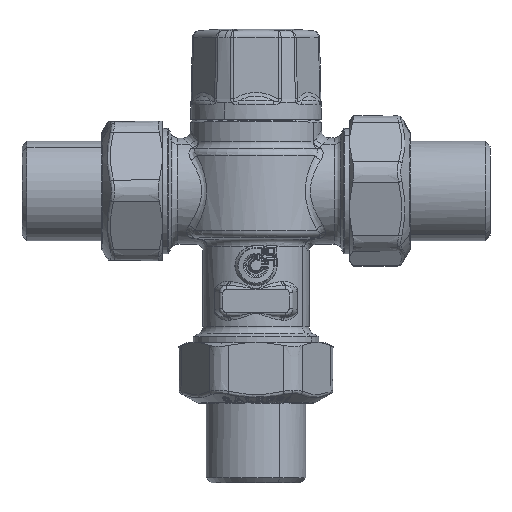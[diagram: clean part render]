
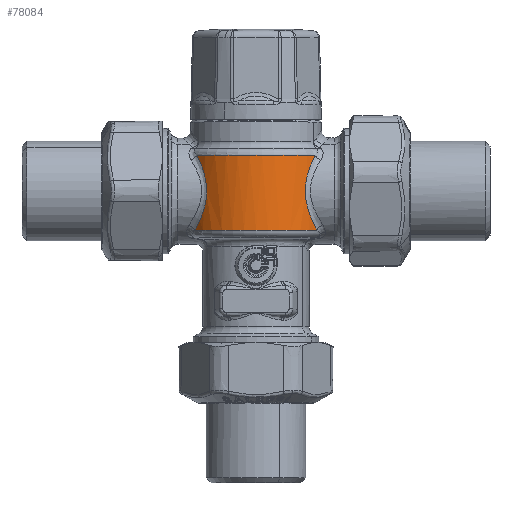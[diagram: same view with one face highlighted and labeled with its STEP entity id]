
A CAD part, top view. The second image highlights one B-rep face of the part: STEP entity #78084.
In plain terms, the highlighted cylindrical face has radius 19.5 mm (diameter 39 mm), a partial arc.
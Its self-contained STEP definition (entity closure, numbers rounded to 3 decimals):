
#77294=CARTESIAN_POINT('Vertex',(-15.563,9.392,11.749)) ;
#77418=CARTESIAN_POINT('Vertex',(-16.041,-10.322,11.088)) ;
#77422=CARTESIAN_POINT('Control Point',(-16.041,-10.322,11.088)) ;
#77423=CARTESIAN_POINT('Control Point',(-15.934,-10.121,11.242)) ;
#77424=CARTESIAN_POINT('Control Point',(-15.828,-9.917,11.392)) ;
#77425=CARTESIAN_POINT('Control Point',(-15.722,-9.71,11.538)) ;
#77426=CARTESIAN_POINT('Control Point',(-15.238,-8.748,12.187)) ;
#77427=CARTESIAN_POINT('Control Point',(-14.767,-7.72,12.754)) ;
#77428=CARTESIAN_POINT('Control Point',(-14.415,-6.877,13.145)) ;
#77429=CARTESIAN_POINT('Control Point',(-13.728,-4.996,13.866)) ;
#77430=CARTESIAN_POINT('Control Point',(-13.244,-2.95,14.317)) ;
#77431=CARTESIAN_POINT('Control Point',(-13.067,-1.821,14.474)) ;
#77432=CARTESIAN_POINT('Control Point',(-12.939,0.327,14.59)) ;
#77433=CARTESIAN_POINT('Control Point',(-13.169,2.452,14.382)) ;
#77434=CARTESIAN_POINT('Control Point',(-13.351,3.415,14.218)) ;
#77435=CARTESIAN_POINT('Control Point',(-13.827,5.287,13.765)) ;
#77436=CARTESIAN_POINT('Control Point',(-14.471,7.015,13.085)) ;
#77437=CARTESIAN_POINT('Control Point',(-14.822,7.846,12.689)) ;
#77438=CARTESIAN_POINT('Control Point',(-15.19,8.639,12.244)) ;
#77439=CARTESIAN_POINT('Control Point',(-15.563,9.392,11.749)) ;
#77712=CARTESIAN_POINT('Axis2P3D Location',(0.,-13.355,0.)) ;
#78029=CARTESIAN_POINT('Axis2P3D Location',(0.,9.392,0.)) ;
#78033=CARTESIAN_POINT('Vertex',(15.563,9.392,11.749)) ;
#78054=CARTESIAN_POINT('Axis2P3D Location',(0.,-10.322,0.)) ;
#78058=CARTESIAN_POINT('Vertex',(16.041,-10.322,11.088)) ;
#78062=CARTESIAN_POINT('Control Point',(16.041,-10.322,11.088)) ;
#78063=CARTESIAN_POINT('Control Point',(15.555,-9.404,11.791)) ;
#78064=CARTESIAN_POINT('Control Point',(15.068,-8.418,12.412)) ;
#78065=CARTESIAN_POINT('Control Point',(14.599,-7.368,12.952)) ;
#78066=CARTESIAN_POINT('Control Point',(13.791,-5.265,13.806)) ;
#78067=CARTESIAN_POINT('Control Point',(13.244,-2.95,14.317)) ;
#78068=CARTESIAN_POINT('Control Point',(13.067,-1.821,14.474)) ;
#78069=CARTESIAN_POINT('Control Point',(12.939,0.327,14.59)) ;
#78070=CARTESIAN_POINT('Control Point',(13.169,2.452,14.382)) ;
#78071=CARTESIAN_POINT('Control Point',(13.351,3.415,14.218)) ;
#78072=CARTESIAN_POINT('Control Point',(13.827,5.287,13.765)) ;
#78073=CARTESIAN_POINT('Control Point',(14.471,7.015,13.085)) ;
#78074=CARTESIAN_POINT('Control Point',(14.822,7.846,12.689)) ;
#78075=CARTESIAN_POINT('Control Point',(15.19,8.639,12.244)) ;
#78076=CARTESIAN_POINT('Control Point',(15.563,9.392,11.749)) ;
#77713=DIRECTION('Axis2P3D Direction',(0.,-1.,0.)) ;
#77714=DIRECTION('Axis2P3D XDirection',(-0.878,-0.,-0.479)) ;
#78030=DIRECTION('Axis2P3D Direction',(0.,-1.,0.)) ;
#78055=DIRECTION('Axis2P3D Direction',(0.,-1.,0.)) ;
#77715=AXIS2_PLACEMENT_3D('Cylinder Axis2P3D',#77712,#77713,#77714) ;
#78031=AXIS2_PLACEMENT_3D('Circle Axis2P3D',#78029,#78030,$) ;
#78056=AXIS2_PLACEMENT_3D('Circle Axis2P3D',#78054,#78055,$) ;
#78079=ORIENTED_EDGE('',*,*,#78060,.F.) ;
#78080=ORIENTED_EDGE('',*,*,#78077,.F.) ;
#78081=ORIENTED_EDGE('',*,*,#78035,.T.) ;
#78082=ORIENTED_EDGE('',*,*,#77440,.T.) ;
#78084=ADVANCED_FACE('PartBody',(#78083),#77716,.T.) ;
#77421=B_SPLINE_CURVE_WITH_KNOTS('',5,(#77422,#77423,#77424,#77425,#77426,#77427,#77428,#77429,#77430,#77431,#77432,#77433,#77434,#77435,#77436,#77437,#77438,#77439),.UNSPECIFIED.,.F.,.U.,(6,3,3,3,3,6),(33.418,35.301,42.028,49.646,56.23,62.907),.UNSPECIFIED.) ;
#78061=B_SPLINE_CURVE_WITH_KNOTS('',5,(#78062,#78063,#78064,#78065,#78066,#78067,#78068,#78069,#78070,#78071,#78072,#78073,#78074,#78075,#78076),.UNSPECIFIED.,.F.,.U.,(6,3,3,3,6),(43.199,51.809,59.426,66.01,72.687),.UNSPECIFIED.) ;
#78032=CIRCLE('generated circle',#78031,19.5) ;
#78057=CIRCLE('generated circle',#78056,19.5) ;
#77716=CYLINDRICAL_SURFACE('generated cylinder',#77715,19.5) ;
#77440=EDGE_CURVE('',#77295,#77419,#77421,.F.) ;
#78035=EDGE_CURVE('',#78034,#77295,#78032,.T.) ;
#78060=EDGE_CURVE('',#78059,#77419,#78057,.T.) ;
#78077=EDGE_CURVE('',#78034,#78059,#78061,.F.) ;
#78078=EDGE_LOOP('',(#78079,#78080,#78081,#78082)) ;
#78083=FACE_OUTER_BOUND('',#78078,.T.) ;
#77295=VERTEX_POINT('',#77294) ;
#77419=VERTEX_POINT('',#77418) ;
#78034=VERTEX_POINT('',#78033) ;
#78059=VERTEX_POINT('',#78058) ;
